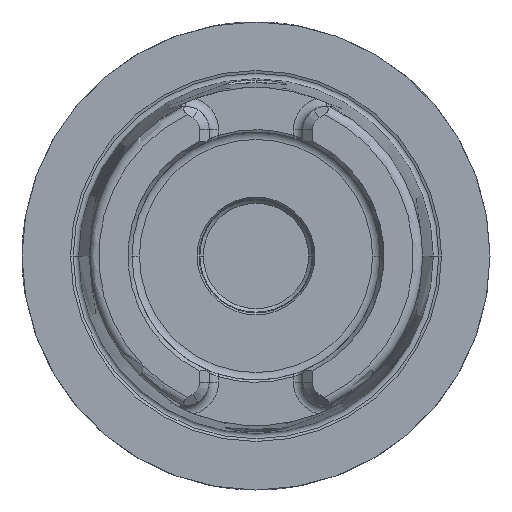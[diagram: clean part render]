
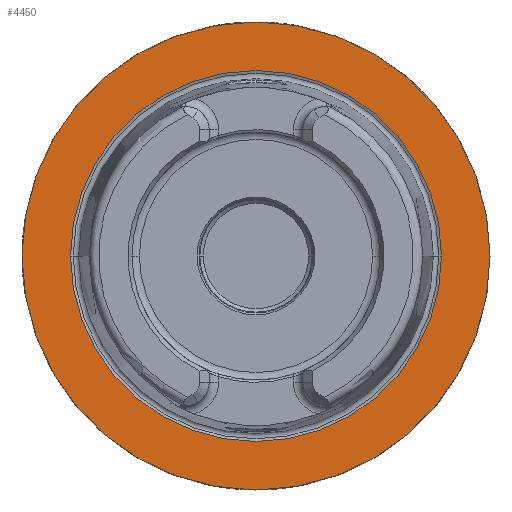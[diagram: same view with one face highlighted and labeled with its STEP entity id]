
A CAD part, left-side view. The second image highlights one B-rep face of the part: STEP entity #4450.
In plain terms, the highlighted planar face has unit normal (-1, 0, 0).
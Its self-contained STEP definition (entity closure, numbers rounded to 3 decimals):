
#905=CARTESIAN_POINT('',(0.,0.,0.));
#906=DIRECTION('',(1.,0.,0.));
#907=DIRECTION('',(0.,1.,0.));
#908=AXIS2_PLACEMENT_3D('',#905,#906,#907);
#910=CARTESIAN_POINT('',(0.,0.,0.));
#911=DIRECTION('',(-1.,0.,0.));
#912=DIRECTION('',(0.,1.,0.));
#913=AXIS2_PLACEMENT_3D('',#910,#911,#912);
#915=CARTESIAN_POINT('',(0.,0.,0.));
#916=DIRECTION('',(-1.,0.,0.));
#917=DIRECTION('',(0.,-1.,0.));
#918=AXIS2_PLACEMENT_3D('',#915,#916,#917);
#920=CARTESIAN_POINT('',(0.,0.,0.));
#921=DIRECTION('',(-1.,0.,0.));
#922=DIRECTION('',(0.,1.,0.));
#923=AXIS2_PLACEMENT_3D('',#920,#921,#922);
#3001=CARTESIAN_POINT('',(0.,50.,0.));
#3002=CARTESIAN_POINT('',(0.,-50.,0.));
#3003=VERTEX_POINT('',#3001);
#3004=VERTEX_POINT('',#3002);
#3029=CARTESIAN_POINT('',(0.,-39.632,0.));
#3030=VERTEX_POINT('',#3029);
#3031=CARTESIAN_POINT('',(0.,39.632,0.));
#3032=VERTEX_POINT('',#3031);
#4435=CARTESIAN_POINT('',(0.,0.,0.));
#4436=DIRECTION('',(1.,0.,0.));
#4437=DIRECTION('',(0.,-1.,0.));
#4438=AXIS2_PLACEMENT_3D('',#4435,#4436,#4437);
#4439=PLANE('',#4438);
#4441=ORIENTED_EDGE('',*,*,#4440,.T.);
#4443=ORIENTED_EDGE('',*,*,#4442,.F.);
#4444=EDGE_LOOP('',(#4441,#4443));
#4445=FACE_OUTER_BOUND('',#4444,.F.);
#4446=ORIENTED_EDGE('',*,*,#4430,.T.);
#4447=ORIENTED_EDGE('',*,*,#4414,.T.);
#4448=EDGE_LOOP('',(#4446,#4447));
#4449=FACE_BOUND('',#4448,.F.);
#4450=ADVANCED_FACE('',(#4445,#4449),#4439,.F.);
#909=CIRCLE('',#908,50.);
#914=CIRCLE('',#913,50.);
#919=CIRCLE('',#918,39.632);
#924=CIRCLE('',#923,39.632);
#4414=EDGE_CURVE('',#3032,#3030,#924,.T.);
#4430=EDGE_CURVE('',#3030,#3032,#919,.T.);
#4440=EDGE_CURVE('',#3003,#3004,#909,.T.);
#4442=EDGE_CURVE('',#3003,#3004,#914,.T.);
